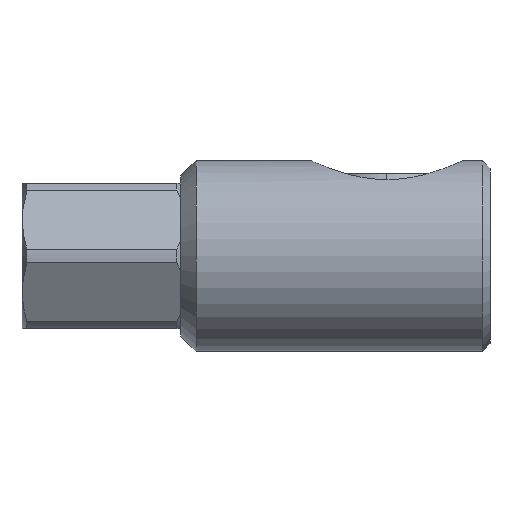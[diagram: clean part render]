
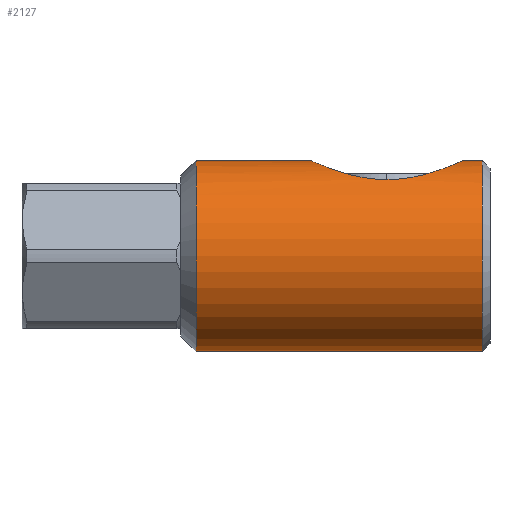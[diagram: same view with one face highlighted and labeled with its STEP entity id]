
A CAD part, top view. The second image highlights one B-rep face of the part: STEP entity #2127.
In plain terms, the highlighted cylindrical face has radius 12.5 mm (diameter 25 mm), a partial arc.
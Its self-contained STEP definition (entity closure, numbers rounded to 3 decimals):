
#95 = CIRCLE ( 'NONE', #108, 12.5 ) ;
#101 = VECTOR ( 'NONE', #920, 1000. ) ;
#108 = AXIS2_PLACEMENT_3D ( 'NONE', #936, #937, #938 ) ;
#117 = CIRCLE ( 'NONE', #121, 12.5 ) ;
#121 = AXIS2_PLACEMENT_3D ( 'NONE', #991, #992, #993 ) ;
#140 = VECTOR ( 'NONE', #1058, 1000. ) ;
#141 = VECTOR ( 'NONE', #1060, 1000. ) ;
#160 = AXIS2_PLACEMENT_3D ( 'NONE', #1095, #1096, #1097 ) ;
#241 = B_SPLINE_CURVE_WITH_KNOTS ( 'NONE', 3,
 ( #1031, #1032, #1033, #1034, #1035, #1036, #1037, #1038, #1039, #1040, #1041, #1042, #1043, #1044, #1045, #1046, #1047, #1048, #1049, #1050, #1051, #1052, #1053, #1054, #1055, #1056 ),
 .UNSPECIFIED., .F., .F.,
 ( 4, 2, 2, 2, 2, 2, 2, 2, 2, 2, 2, 2, 4 ),
 ( 0.022, 0.023, 0.023, 0.024, 0.025, 0.027, 0.028, 0.029, 0.03, 0.031, 0.032, 0.034, 0.036 ),
 .UNSPECIFIED. ) ;
#254 = EDGE_LOOP ( 'NONE', ( #442, #425, #429, #427, #461, #462, #463 ) ) ;
#273 = VERTEX_POINT ( 'NONE', #1574 ) ;
#274 = VERTEX_POINT ( 'NONE', #1575 ) ;
#295 = VERTEX_POINT ( 'NONE', #1596 ) ;
#296 = VERTEX_POINT ( 'NONE', #1597 ) ;
#297 = VERTEX_POINT ( 'NONE', #1598 ) ;
#298 = VERTEX_POINT ( 'NONE', #1599 ) ;
#301 = VERTEX_POINT ( 'NONE', #1602 ) ;
#425 = ORIENTED_EDGE ( 'NONE', *, *, #2079, .T. ) ;
#427 = ORIENTED_EDGE ( 'NONE', *, *, #2089, .T. ) ;
#429 = ORIENTED_EDGE ( 'NONE', *, *, #2111, .T. ) ;
#442 = ORIENTED_EDGE ( 'NONE', *, *, #2097, .T. ) ;
#461 = ORIENTED_EDGE ( 'NONE', *, *, #2112, .T. ) ;
#462 = ORIENTED_EDGE ( 'NONE', *, *, #2085, .F. ) ;
#463 = ORIENTED_EDGE ( 'NONE', *, *, #2113, .F. ) ;
#665 = LINE ( 'NONE', #919, #101 ) ;
#677 = LINE ( 'NONE', #1057, #140 ) ;
#678 = LINE ( 'NONE', #1059, #141 ) ;
#688 = FACE_OUTER_BOUND ( 'NONE', #254, .T. ) ;
#689 = CYLINDRICAL_SURFACE ( 'NONE', #160, 12.5 ) ;
#919 = CARTESIAN_POINT ( 'NONE',  ( -42.413, 12.5, 0. ) ) ;
#920 = DIRECTION ( 'NONE',  ( -1., 0., 0. ) ) ;
#936 = CARTESIAN_POINT ( 'NONE',  ( -38.5, 0., 0. ) ) ;
#937 = DIRECTION ( 'NONE',  ( -1., 0., 0. ) ) ;
#938 = DIRECTION ( 'NONE',  ( 0., -1., 0. ) ) ;
#951 = CARTESIAN_POINT ( 'NONE',  ( -13.5, 10., 7.5 ) ) ;
#952 = CARTESIAN_POINT ( 'NONE',  ( -14.084, 10., 7.5 ) ) ;
#953 = CARTESIAN_POINT ( 'NONE',  ( -14.664, 10.029, 7.461 ) ) ;
#954 = CARTESIAN_POINT ( 'NONE',  ( -15.816, 10.143, 7.306 ) ) ;
#955 = CARTESIAN_POINT ( 'NONE',  ( -16.392, 10.228, 7.189 ) ) ;
#956 = CARTESIAN_POINT ( 'NONE',  ( -17.502, 10.438, 6.879 ) ) ;
#957 = CARTESIAN_POINT ( 'NONE',  ( -18.039, 10.564, 6.688 ) ) ;
#958 = CARTESIAN_POINT ( 'NONE',  ( -19.077, 10.842, 6.228 ) ) ;
#959 = CARTESIAN_POINT ( 'NONE',  ( -19.582, 10.995, 5.956 ) ) ;
#960 = CARTESIAN_POINT ( 'NONE',  ( -20.528, 11.308, 5.338 ) ) ;
#961 = CARTESIAN_POINT ( 'NONE',  ( -20.97, 11.468, 4.992 ) ) ;
#962 = CARTESIAN_POINT ( 'NONE',  ( -21.582, 11.7, 4.404 ) ) ;
#963 = CARTESIAN_POINT ( 'NONE',  ( -21.778, 11.777, 4.196 ) ) ;
#964 = CARTESIAN_POINT ( 'NONE',  ( -22.146, 11.924, 3.758 ) ) ;
#965 = CARTESIAN_POINT ( 'NONE',  ( -22.317, 11.994, 3.53 ) ) ;
#966 = CARTESIAN_POINT ( 'NONE',  ( -22.631, 12.124, 3.053 ) ) ;
#967 = CARTESIAN_POINT ( 'NONE',  ( -22.774, 12.184, 2.804 ) ) ;
#968 = CARTESIAN_POINT ( 'NONE',  ( -23.027, 12.293, 2.282 ) ) ;
#969 = CARTESIAN_POINT ( 'NONE',  ( -23.138, 12.341, 2.01 ) ) ;
#970 = CARTESIAN_POINT ( 'NONE',  ( -23.315, 12.418, 1.456 ) ) ;
#971 = CARTESIAN_POINT ( 'NONE',  ( -23.383, 12.448, 1.172 ) ) ;
#972 = CARTESIAN_POINT ( 'NONE',  ( -23.476, 12.489, 0.591 ) ) ;
#973 = CARTESIAN_POINT ( 'NONE',  ( -23.5, 12.5, 0.293 ) ) ;
#974 = CARTESIAN_POINT ( 'NONE',  ( -23.5, 12.5, 0. ) ) ;
#991 = CARTESIAN_POINT ( 'NONE',  ( -1., 0., 0. ) ) ;
#992 = DIRECTION ( 'NONE',  ( -1., 0., 0. ) ) ;
#993 = DIRECTION ( 'NONE',  ( 0., -1., 0. ) ) ;
#1031 = CARTESIAN_POINT ( 'NONE',  ( -3.5, 12.5, 0. ) ) ;
#1032 = CARTESIAN_POINT ( 'NONE',  ( -3.5, 12.5, 0.295 ) ) ;
#1033 = CARTESIAN_POINT ( 'NONE',  ( -3.523, 12.49, 0.586 ) ) ;
#1034 = CARTESIAN_POINT ( 'NONE',  ( -3.615, 12.449, 1.164 ) ) ;
#1035 = CARTESIAN_POINT ( 'NONE',  ( -3.684, 12.419, 1.452 ) ) ;
#1036 = CARTESIAN_POINT ( 'NONE',  ( -3.863, 12.341, 2.01 ) ) ;
#1037 = CARTESIAN_POINT ( 'NONE',  ( -3.971, 12.293, 2.279 ) ) ;
#1038 = CARTESIAN_POINT ( 'NONE',  ( -4.223, 12.185, 2.799 ) ) ;
#1039 = CARTESIAN_POINT ( 'NONE',  ( -4.368, 12.124, 3.052 ) ) ;
#1040 = CARTESIAN_POINT ( 'NONE',  ( -4.842, 11.928, 3.772 ) ) ;
#1041 = CARTESIAN_POINT ( 'NONE',  ( -5.208, 11.78, 4.203 ) ) ;
#1042 = CARTESIAN_POINT ( 'NONE',  ( -5.821, 11.547, 4.791 ) ) ;
#1043 = CARTESIAN_POINT ( 'NONE',  ( -6.036, 11.468, 4.978 ) ) ;
#1044 = CARTESIAN_POINT ( 'NONE',  ( -6.481, 11.309, 5.329 ) ) ;
#1045 = CARTESIAN_POINT ( 'NONE',  ( -6.71, 11.23, 5.493 ) ) ;
#1046 = CARTESIAN_POINT ( 'NONE',  ( -7.416, 10.996, 5.955 ) ) ;
#1047 = CARTESIAN_POINT ( 'NONE',  ( -7.912, 10.845, 6.222 ) ) ;
#1048 = CARTESIAN_POINT ( 'NONE',  ( -8.692, 10.636, 6.569 ) ) ;
#1049 = CARTESIAN_POINT ( 'NONE',  ( -8.96, 10.569, 6.676 ) ) ;
#1050 = CARTESIAN_POINT ( 'NONE',  ( -9.501, 10.444, 6.87 ) ) ;
#1051 = CARTESIAN_POINT ( 'NONE',  ( -9.775, 10.386, 6.956 ) ) ;
#1052 = CARTESIAN_POINT ( 'NONE',  ( -10.604, 10.228, 7.188 ) ) ;
#1053 = CARTESIAN_POINT ( 'NONE',  ( -11.169, 10.145, 7.304 ) ) ;
#1054 = CARTESIAN_POINT ( 'NONE',  ( -12.324, 10.03, 7.46 ) ) ;
#1055 = CARTESIAN_POINT ( 'NONE',  ( -12.916, 10., 7.5 ) ) ;
#1056 = CARTESIAN_POINT ( 'NONE',  ( -13.5, 10., 7.5 ) ) ;
#1057 = CARTESIAN_POINT ( 'NONE',  ( -42.413, 12.5, 0. ) ) ;
#1058 = DIRECTION ( 'NONE',  ( -1., 0., 0. ) ) ;
#1059 = CARTESIAN_POINT ( 'NONE',  ( -42.413, -12.5, 0. ) ) ;
#1060 = DIRECTION ( 'NONE',  ( -1., 0., 0. ) ) ;
#1095 = CARTESIAN_POINT ( 'NONE',  ( -42.413, 0., 0. ) ) ;
#1096 = DIRECTION ( 'NONE',  ( -1., 0., 0. ) ) ;
#1097 = DIRECTION ( 'NONE',  ( 0., -1., 0. ) ) ;
#1495 = B_SPLINE_CURVE_WITH_KNOTS ( 'NONE', 3,
 ( #951, #952, #953, #954, #955, #956, #957, #958, #959, #960, #961, #962, #963, #964, #965, #966, #967, #968, #969, #970, #971, #972, #973, #974 ),
 .UNSPECIFIED., .F., .F.,
 ( 4, 2, 2, 2, 2, 2, 2, 2, 2, 2, 2, 4 ),
 ( 0.036, 0.037, 0.039, 0.041, 0.043, 0.044, 0.045, 0.046, 0.047, 0.048, 0.049, 0.05 ),
 .UNSPECIFIED. ) ;
#1574 = CARTESIAN_POINT ( 'NONE',  ( -13.5, 10., 7.5 ) ) ;
#1575 = CARTESIAN_POINT ( 'NONE',  ( -23.5, 12.5, 0. ) ) ;
#1596 = CARTESIAN_POINT ( 'NONE',  ( -1., -12.5, 0. ) ) ;
#1597 = CARTESIAN_POINT ( 'NONE',  ( -1., 12.5, 0. ) ) ;
#1598 = CARTESIAN_POINT ( 'NONE',  ( -38.5, 12.5, 0. ) ) ;
#1599 = CARTESIAN_POINT ( 'NONE',  ( -38.5, -12.5, 0. ) ) ;
#1602 = CARTESIAN_POINT ( 'NONE',  ( -3.5, 12.5, 0. ) ) ;
#2079 = EDGE_CURVE ( 'NONE', #296, #301, #665, .T. ) ;
#2085 = EDGE_CURVE ( 'NONE', #298, #297, #95, .T. ) ;
#2089 = EDGE_CURVE ( 'NONE', #273, #274, #1495, .T. ) ;
#2097 = EDGE_CURVE ( 'NONE', #295, #296, #117, .T. ) ;
#2111 = EDGE_CURVE ( 'NONE', #301, #273, #241, .T. ) ;
#2112 = EDGE_CURVE ( 'NONE', #274, #297, #677, .T. ) ;
#2113 = EDGE_CURVE ( 'NONE', #295, #298, #678, .T. ) ;
#2127 = ADVANCED_FACE ( 'NONE', ( #688 ), #689, .T. ) ;
